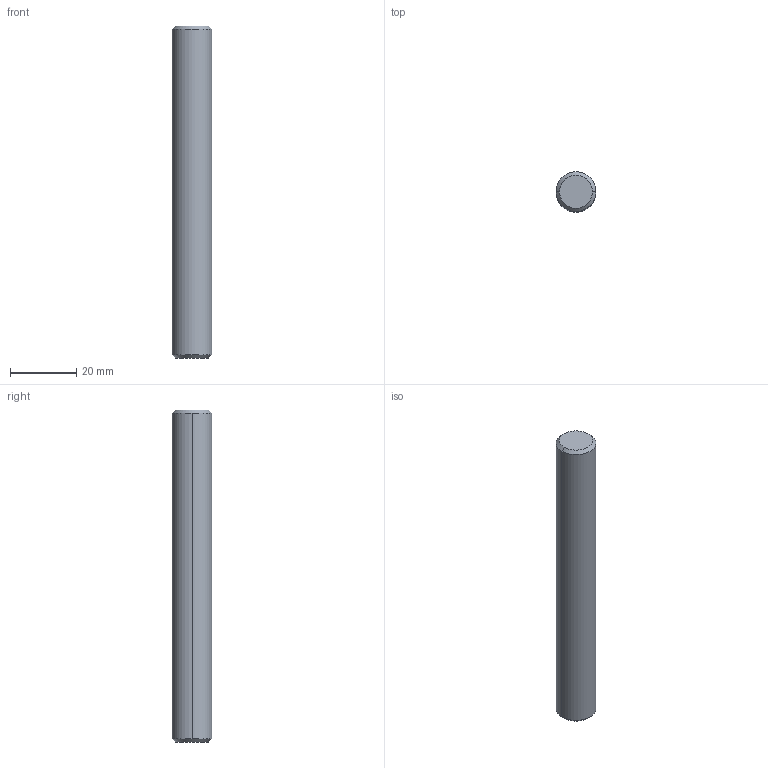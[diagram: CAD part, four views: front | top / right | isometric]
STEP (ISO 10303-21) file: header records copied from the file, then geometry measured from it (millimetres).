
FILE_DESCRIPTION(('Creo Elements/Direct Modeling STEP Export'),'2;1');
FILE_NAME('PX183549_0.stp','2022-12-12T13:54:43',(''),(''),'PTC Creo Elements/Direct Modeling STEP processor for AP214 (Solid Model)','PTC Creo Elements/Direct Modeling 19.0C 15-Aug-2015 (C) Parametric Technology GmbH','');
FILE_SCHEMA(('AUTOMOTIVE_DESIGN { 1 0 10303 214 1 1 1 1 }'));
Length unit declared in the file: millimetre
Products named in the file (1): Achse_Ø12_202773_PX183549
Bounding box: 12 x 12 x 100 mm (x, y, z)
Volume: 11274.1 mm3; surface area: 3949.3 mm2
Topology: 1 solids, 1 shells, 8 faces, 14 edges, 8 vertices
Faces by surface type: cone 4, cylinder 2, plane 2
Entity records: 260 total; most frequent: DIRECTION 32, ORIENTED_EDGE 28, CARTESIAN_POINT 27, EDGE_CURVE 14, AXIS2_PLACEMENT_3D 13, COLOUR_RGB 9, FILL_AREA_STYLE_COLOUR 9, FILL_AREA_STYLE 9
